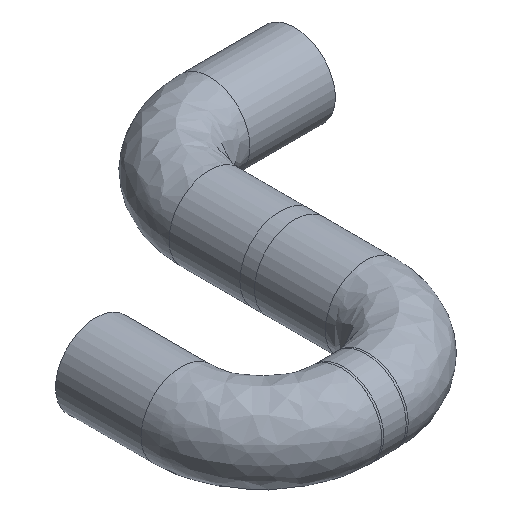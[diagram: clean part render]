
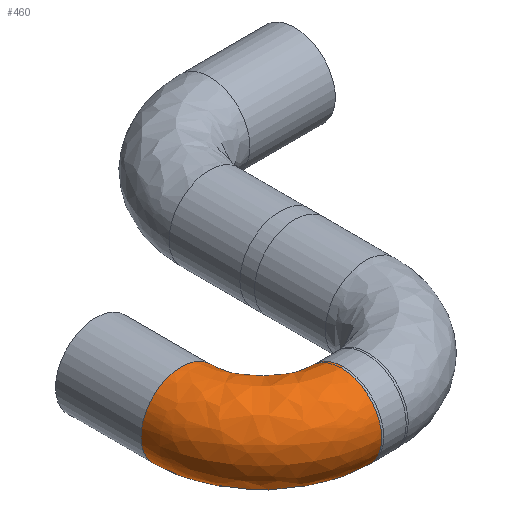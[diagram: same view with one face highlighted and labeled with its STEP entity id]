
A CAD part, isometric view. The second image highlights one B-rep face of the part: STEP entity #460.
In plain terms, the highlighted free-form (B-spline) face has degree [3, 3] with [7, 4] control points.
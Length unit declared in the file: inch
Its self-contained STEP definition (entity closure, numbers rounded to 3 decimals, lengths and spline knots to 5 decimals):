
#7 = CARTESIAN_POINT ( 'NONE',  ( -3.50938, -3.45666, 3.71413 ) ) ;
#11 = CARTESIAN_POINT ( 'NONE',  ( -4.23585, -0.97635, 6.19445 ) ) ;
#19 =( BOUNDED_SURFACE ( )  B_SPLINE_SURFACE ( 3, 3, ( 
 ( #23, #586, #139, #169 ),
 ( #716, #390, #159, #426 ),
 ( #706, #591, #468, #419 ),
 ( #46, #230, #601, #520 ),
 ( #610, #703, #11, #218 ),
 ( #381, #386, #366, #100 ),
 ( #185, #453, #380, #481 ) ),
 .UNSPECIFIED., .T., .F., .F. ) 
 B_SPLINE_SURFACE_WITH_KNOTS ( ( 4, 3, 4 ),
 ( 4, 4 ),
 ( 0., 0.5, 1. ),
 ( 0., 1. ),
 .UNSPECIFIED. ) 
 GEOMETRIC_REPRESENTATION_ITEM ( )  RATIONAL_B_SPLINE_SURFACE ( (
 ( 1., 0.805, 0.805, 1.),
 ( 0.333, 0.268, 0.268, 0.333),
 ( 0.333, 0.268, 0.268, 0.333),
 ( 1., 0.805, 0.805, 1.),
 ( 0.333, 0.268, 0.268, 0.333),
 ( 0.333, 0.268, 0.268, 0.333),
 ( 1., 0.805, 0.805, 1.) ) ) 
 REPRESENTATION_ITEM ( '' )  SURFACE ( )  );
#23 = CARTESIAN_POINT ( 'NONE',  ( -7.22986, 0.26381, 3.71413 ) ) ;
#34 = DIRECTION ( 'NONE',  ( 0., -1., 0. ) ) ;
#46 = CARTESIAN_POINT ( 'NONE',  ( -4.74954, 0.26381, 3.71413 ) ) ;
#48 = AXIS2_PLACEMENT_3D ( 'NONE', #349, #396, #34 ) ;
#76 = EDGE_CURVE ( 'NONE', #174, #174, #404, .T. ) ;
#100 = CARTESIAN_POINT ( 'NONE',  ( -3.50938, -3.45666, 6.19445 ) ) ;
#126 = EDGE_LOOP ( 'NONE', ( #357 ) ) ;
#139 = CARTESIAN_POINT ( 'NONE',  ( -5.68879, -3.45666, 3.71413 ) ) ;
#159 = CARTESIAN_POINT ( 'NONE',  ( -5.68879, -3.45666, 1.23382 ) ) ;
#169 = CARTESIAN_POINT ( 'NONE',  ( -3.50938, -3.45666, 3.71413 ) ) ;
#174 = VERTEX_POINT ( 'NONE', #318 ) ;
#178 = DIRECTION ( 'NONE',  ( -1., 0., 0. ) ) ;
#185 = CARTESIAN_POINT ( 'NONE',  ( -7.22986, 0.26381, 3.71413 ) ) ;
#202 = CIRCLE ( 'NONE', #48, 1.24016 ) ;
#218 = CARTESIAN_POINT ( 'NONE',  ( -3.50938, -0.97635, 6.19445 ) ) ;
#226 = CARTESIAN_POINT ( 'NONE',  ( -5.9897, 0.26381, 3.71413 ) ) ;
#230 = CARTESIAN_POINT ( 'NONE',  ( -4.74954, -0.46266, 3.71413 ) ) ;
#235 = FACE_OUTER_BOUND ( 'NONE', #491, .T. ) ;
#299 = AXIS2_PLACEMENT_3D ( 'NONE', #226, #677, #178 ) ;
#318 = CARTESIAN_POINT ( 'NONE',  ( -7.22986, 0.26381, 3.71413 ) ) ;
#347 = VERTEX_POINT ( 'NONE', #7 ) ;
#349 = CARTESIAN_POINT ( 'NONE',  ( -3.50938, -2.21651, 3.71413 ) ) ;
#357 = ORIENTED_EDGE ( 'NONE', *, *, #76, .T. ) ;
#366 = CARTESIAN_POINT ( 'NONE',  ( -5.68879, -3.45666, 6.19445 ) ) ;
#380 = CARTESIAN_POINT ( 'NONE',  ( -5.68879, -3.45666, 3.71413 ) ) ;
#381 = CARTESIAN_POINT ( 'NONE',  ( -7.22986, 0.26381, 6.19445 ) ) ;
#386 = CARTESIAN_POINT ( 'NONE',  ( -7.22986, -1.91559, 6.19445 ) ) ;
#390 = CARTESIAN_POINT ( 'NONE',  ( -7.22986, -1.91559, 1.23382 ) ) ;
#396 = DIRECTION ( 'NONE',  ( -1., 0., 0. ) ) ;
#404 = CIRCLE ( 'NONE', #299, 1.24016 ) ;
#413 = FACE_OUTER_BOUND ( 'NONE', #126, .T. ) ;
#419 = CARTESIAN_POINT ( 'NONE',  ( -3.50938, -0.97635, 1.23382 ) ) ;
#426 = CARTESIAN_POINT ( 'NONE',  ( -3.50938, -3.45666, 1.23382 ) ) ;
#453 = CARTESIAN_POINT ( 'NONE',  ( -7.22986, -1.91559, 3.71413 ) ) ;
#460 = ADVANCED_FACE ( 'NONE', ( #413, #235 ), #19, .T. ) ;
#468 = CARTESIAN_POINT ( 'NONE',  ( -4.23585, -0.97635, 1.23382 ) ) ;
#481 = CARTESIAN_POINT ( 'NONE',  ( -3.50938, -3.45666, 3.71413 ) ) ;
#491 = EDGE_LOOP ( 'NONE', ( #590 ) ) ;
#520 = CARTESIAN_POINT ( 'NONE',  ( -3.50938, -0.97635, 3.71413 ) ) ;
#586 = CARTESIAN_POINT ( 'NONE',  ( -7.22986, -1.91559, 3.71413 ) ) ;
#588 = EDGE_CURVE ( 'NONE', #347, #347, #202, .T. ) ;
#590 = ORIENTED_EDGE ( 'NONE', *, *, #588, .T. ) ;
#591 = CARTESIAN_POINT ( 'NONE',  ( -4.74954, -0.46266, 1.23382 ) ) ;
#601 = CARTESIAN_POINT ( 'NONE',  ( -4.23585, -0.97635, 3.71413 ) ) ;
#610 = CARTESIAN_POINT ( 'NONE',  ( -4.74954, 0.26381, 6.19445 ) ) ;
#677 = DIRECTION ( 'NONE',  ( 0., -1., 0. ) ) ;
#703 = CARTESIAN_POINT ( 'NONE',  ( -4.74954, -0.46266, 6.19445 ) ) ;
#706 = CARTESIAN_POINT ( 'NONE',  ( -4.74954, 0.26381, 1.23382 ) ) ;
#716 = CARTESIAN_POINT ( 'NONE',  ( -7.22986, 0.26381, 1.23382 ) ) ;
